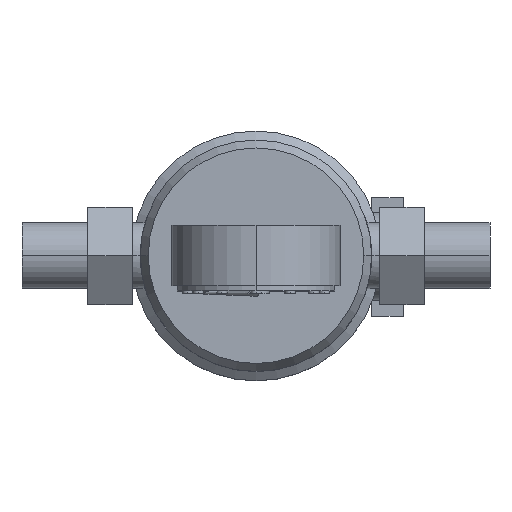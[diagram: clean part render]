
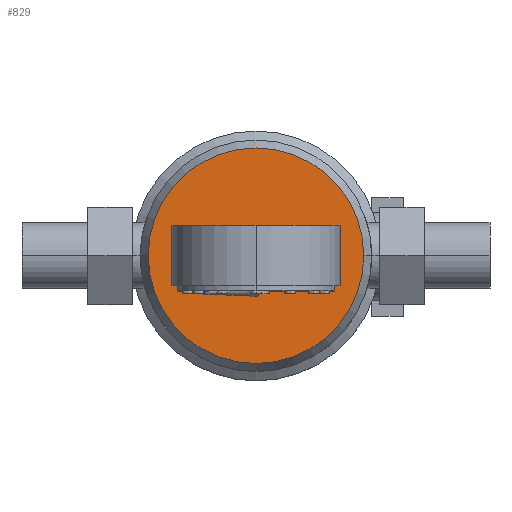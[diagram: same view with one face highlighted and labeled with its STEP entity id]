
A CAD part, top view. The second image highlights one B-rep face of the part: STEP entity #829.
In plain terms, the highlighted planar face has unit normal (0, 0, 1).
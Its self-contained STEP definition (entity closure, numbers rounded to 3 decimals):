
#639=EDGE_CURVE('',#1519,#1361,#1820,.T.);
#805=EDGE_CURVE('',#1205,#1437,#2006,.T.);
#829=ADVANCED_FACE('',(#2031,#2032),#2033,.T.);
#1151=EDGE_CURVE('',#1361,#1519,#2389,.T.);
#1205=VERTEX_POINT('',#2447);
#1361=VERTEX_POINT('',#2617);
#1437=VERTEX_POINT('',#2706);
#1519=VERTEX_POINT('',#2797);
#1661=EDGE_CURVE('',#1437,#1205,#2965,.T.);
#1820=CIRCLE('',#3134,41.0);
#2006=CIRCLE('',#3441,8.0);
#2031=FACE_OUTER_BOUND('',#3497,.T.);
#2032=FACE_BOUND('',#3498,.T.);
#2033=PLANE('',#3499);
#2389=CIRCLE('',#3996,41.0);
#2447=CARTESIAN_POINT('',(8.0,0.,27.0));
#2617=CARTESIAN_POINT('',(-41.0,0.,27.0));
#2706=CARTESIAN_POINT('',(-8.0,0.,27.0));
#2797=CARTESIAN_POINT('',(41.0,0.0,27.0));
#2965=CIRCLE('',#4908,8.0);
#3134=AXIS2_PLACEMENT_3D('',#5150,#5151,#5152);
#3441=AXIS2_PLACEMENT_3D('',#5378,#5379,#5380);
#3497=EDGE_LOOP('',(#5409,#5410));
#3498=EDGE_LOOP('',(#5411,#5412));
#3499=AXIS2_PLACEMENT_3D('',#5413,#5414,#5415);
#3996=AXIS2_PLACEMENT_3D('',#5833,#5834,#5835);
#4908=AXIS2_PLACEMENT_3D('',#6463,#6464,#6465);
#5150=CARTESIAN_POINT('',(0.0,0.0,27.0));
#5151=DIRECTION('',(0.0,0.0,1.0));
#5152=DIRECTION('',(1.0,0.0,0.0));
#5378=CARTESIAN_POINT('',(0.0,0.0,27.0));
#5379=DIRECTION('',(0.0,0.0,1.0));
#5380=DIRECTION('',(1.0,0.0,0.0));
#5409=ORIENTED_EDGE('',*,*,#639,.T.);
#5410=ORIENTED_EDGE('',*,*,#1151,.T.);
#5411=ORIENTED_EDGE('',*,*,#1661,.F.);
#5412=ORIENTED_EDGE('',*,*,#805,.F.);
#5413=CARTESIAN_POINT('',(20.5,0.0,27.0));
#5414=DIRECTION('',(0.0,0.0,1.0));
#5415=DIRECTION('',(1.0,0.0,0.0));
#5833=CARTESIAN_POINT('',(0.0,0.0,27.0));
#5834=DIRECTION('',(0.0,0.0,1.0));
#5835=DIRECTION('',(1.0,0.0,0.0));
#6463=CARTESIAN_POINT('',(0.0,0.0,27.0));
#6464=DIRECTION('',(0.0,0.0,1.0));
#6465=DIRECTION('',(1.0,0.0,0.0));
